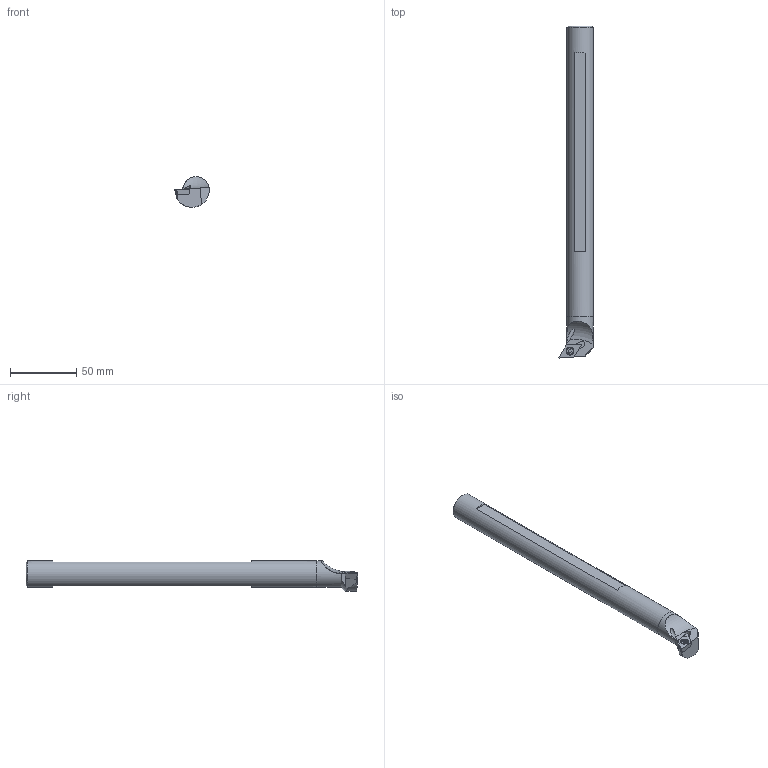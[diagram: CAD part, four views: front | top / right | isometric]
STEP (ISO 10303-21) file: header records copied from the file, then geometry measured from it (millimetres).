
FILE_DESCRIPTION(/* description */ ('Unknown'),/* implementation_level */ '2;1');
FILE_NAME(/* name */ 'E20S SDUCL 11',/* time_stamp */ '2021-07-01T16:26:20+08:00',/* author */ ('Unknown'),/* organization */ ('Unknown'),/* preprocessor_version */ 'ST-DEVELOPER v16.7',/* originating_system */ 'DEX',/* authorisation */ $);
FILE_SCHEMA (('AUTOMOTIVE_DESIGN {1 0 10303 214 3 1 1}'));
Length unit declared in the file: millimetre
Products named in the file (5): E20S SDUCL 11; 2031SDUC_mir1; M4-7L; DCMT 11T304_mir1; 20S
Assembly tree (4 placements, depth 2):
  E20S SDUCL 11
    2031SDUC_mir1
    M4-7L
    DCMT 11T304_mir1
    20S
Bounding box: 26.1 x 250 x 23 mm (x, y, z)
Volume: 60354.2 mm3; surface area: 23517.9 mm2
Topology: 4 solids, 4 shells, 76 faces, 190 edges, 125 vertices
Faces by surface type: plane 43, cylinder 26, cone 6, torus 1
Full cylindrical faces by diameter (mm): 3 x1, 4 x1, 4.4 x2, 5 x1, 6 x1, 9 x1, 20 x2
Entity records: 2353 total; most frequent: CARTESIAN_POINT 446, DIRECTION 385, ORIENTED_EDGE 342, EDGE_CURVE 171, AXIS2_PLACEMENT_3D 144, VERTEX_POINT 119, EDGE_LOOP 98, FACE_BOUND 98
